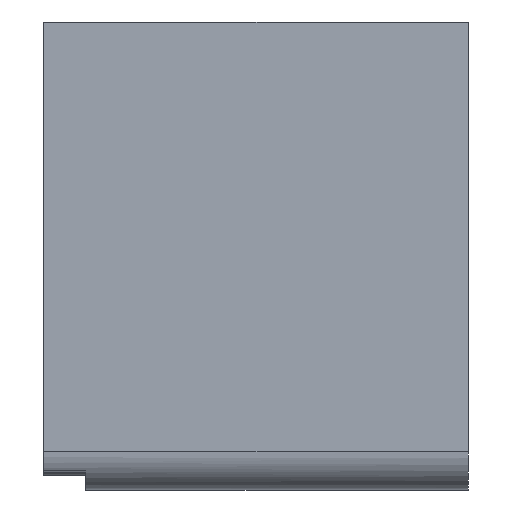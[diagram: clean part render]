
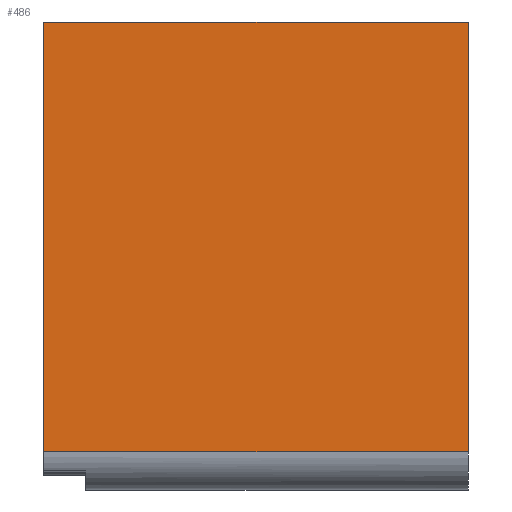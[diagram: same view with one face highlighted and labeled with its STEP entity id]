
A CAD part, left-side view. The second image highlights one B-rep face of the part: STEP entity #486.
In plain terms, the highlighted planar face has unit normal (-1, 0, 0).
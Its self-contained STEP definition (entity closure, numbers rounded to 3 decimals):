
#18 = VERTEX_POINT ( 'NONE', #756 ) ;
#102 = LINE ( 'NONE', #876, #595 ) ;
#153 = VECTOR ( 'NONE', #576, 1000. ) ;
#174 = CARTESIAN_POINT ( 'NONE',  ( -20.03, 22.2, 0. ) ) ;
#231 = DIRECTION ( 'NONE',  ( 0., 0., -1. ) ) ;
#295 = EDGE_CURVE ( 'NONE', #419, #1065, #445, .T. ) ;
#297 = VECTOR ( 'NONE', #727, 1000. ) ;
#321 = DIRECTION ( 'NONE',  ( 1., 0., 0. ) ) ;
#325 = DIRECTION ( 'NONE',  ( 0., -1., 0. ) ) ;
#355 = LINE ( 'NONE', #543, #297 ) ;
#417 = ORIENTED_EDGE ( 'NONE', *, *, #990, .T. ) ;
#419 = VERTEX_POINT ( 'NONE', #774 ) ;
#445 = LINE ( 'NONE', #174, #153 ) ;
#486 = ADVANCED_FACE ( 'NONE', ( #987 ), #709, .F. ) ;
#543 = CARTESIAN_POINT ( 'NONE',  ( -20.03, 20., 16.48 ) ) ;
#553 = ORIENTED_EDGE ( 'NONE', *, *, #1223, .T. ) ;
#576 = DIRECTION ( 'NONE',  ( 0., 0., 1. ) ) ;
#586 = VERTEX_POINT ( 'NONE', #1221 ) ;
#593 = VECTOR ( 'NONE', #913, 1000. ) ;
#595 = VECTOR ( 'NONE', #325, 1000. ) ;
#615 = CARTESIAN_POINT ( 'NONE',  ( -20.03, 20., -8. ) ) ;
#617 = ORIENTED_EDGE ( 'NONE', *, *, #1121, .F. ) ;
#630 = ORIENTED_EDGE ( 'NONE', *, *, #295, .F. ) ;
#670 = LINE ( 'NONE', #1125, #593 ) ;
#697 = CARTESIAN_POINT ( 'NONE',  ( -20.03, 22.2, 16.48 ) ) ;
#701 = EDGE_LOOP ( 'NONE', ( #617, #630, #417, #553 ) ) ;
#709 = PLANE ( 'NONE',  #778 ) ;
#727 = DIRECTION ( 'NONE',  ( 0., -1., 0. ) ) ;
#756 = CARTESIAN_POINT ( 'NONE',  ( -20.03, 0., 16.48 ) ) ;
#774 = CARTESIAN_POINT ( 'NONE',  ( -20.03, 22.2, -6. ) ) ;
#778 = AXIS2_PLACEMENT_3D ( 'NONE', #615, #321, #231 ) ;
#876 = CARTESIAN_POINT ( 'NONE',  ( -20.03, 20., -6. ) ) ;
#913 = DIRECTION ( 'NONE',  ( 0., 0., 1. ) ) ;
#987 = FACE_OUTER_BOUND ( 'NONE', #701, .T. ) ;
#990 = EDGE_CURVE ( 'NONE', #419, #586, #102, .T. ) ;
#1065 = VERTEX_POINT ( 'NONE', #697 ) ;
#1121 = EDGE_CURVE ( 'NONE', #1065, #18, #355, .T. ) ;
#1125 = CARTESIAN_POINT ( 'NONE',  ( -20.03, 0., -8. ) ) ;
#1221 = CARTESIAN_POINT ( 'NONE',  ( -20.03, 0., -6. ) ) ;
#1223 = EDGE_CURVE ( 'NONE', #586, #18, #670, .T. ) ;
